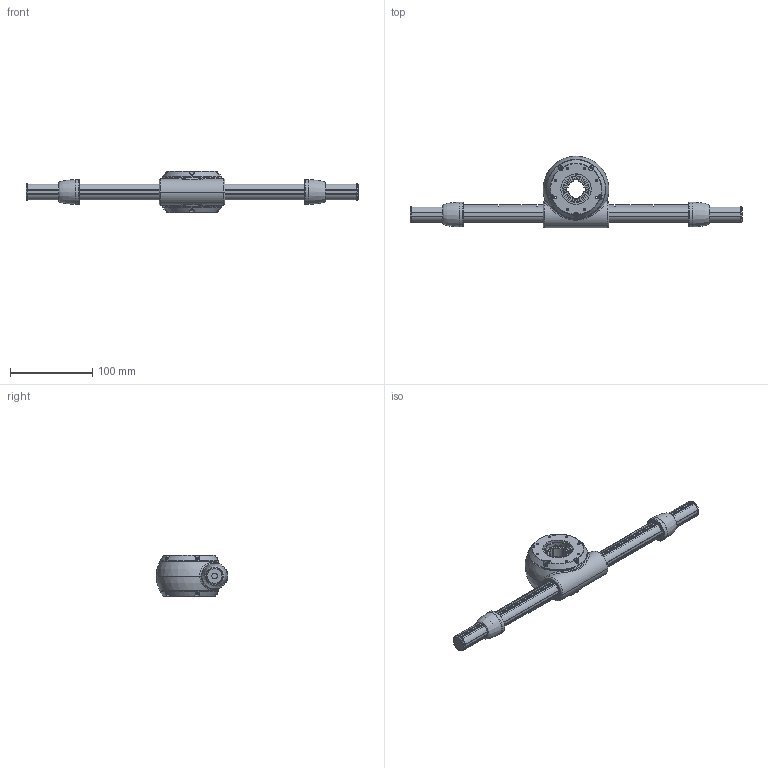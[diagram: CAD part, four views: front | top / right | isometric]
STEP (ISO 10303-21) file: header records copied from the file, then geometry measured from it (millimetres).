
FILE_DESCRIPTION(/* description */ (''),/* implementation_level */ '2;1');
FILE_NAME(/* name */ 'D00188283.step',/* time_stamp */ '2020-03-20T10:42:03+01:00',/* author */ ('fberger'),/* organization */ (''),/* preprocessor_version */ 'ST-DEVELOPER v18',/* originating_system */ 'Autodesk Inventor 2020',/* authorisation */ '');
FILE_SCHEMA (('AUTOMOTIVE_DESIGN { 1 0 10303 214 3 1 1 }'));
Length unit declared in the file: millimetre
Products named in the file (15): D00188283.iam; D00169642.ipt; D00169099.ipt; D00169185; D00187704.ipt; D00187700.ipt; D00187707.ipt; D00169246; D00169074; D00170045.ipt; D00187798.ipt; D00169100; D00169041; D00170522.ipt; D00169098
Assembly tree (34 placements, depth 2):
  D00188283.iam
    D00169642.ipt  x2
    D00169099.ipt  x2
    D00169185  x2
    D00187704.ipt  x2
    D00187700.ipt  x4
    D00187707.ipt  x4
    D00169246
    D00169074  x2
    D00170045.ipt  x2
    D00187798.ipt
    D00169100  x6
    D00169041  x2
    D00170522.ipt  x2
    D00169098  x2
Bounding box: 404 x 87 x 50 mm (x, y, z)
Volume: 168177.6 mm3; surface area: 173957.1 mm2
Topology: 70 solids, 70 shells, 1068 faces, 2862 edges, 1926 vertices
Faces by surface type: cylinder 453, plane 343, cone 138, torus 76, sphere 50, bspline 8
Full cylindrical faces by diameter (mm): 2 x8, 2.4 x16, 3 x10, 3.3 x20, 4 x18, 5.3 x10, 7 x2, 10 x2, 20 x6, 22 x2, 24 x2, 25 x5, 26 x4, 27.4 x8, 28.5 x4, 30 x4, 33.3 x4, 34.3 x8, 37 x8, 41 x2, 42 x1, 55 x2
Entity records: 17468 total; most frequent: CARTESIAN_POINT 3839, DIRECTION 2914, ORIENTED_EDGE 2554, EDGE_CURVE 1277, AXIS2_PLACEMENT_3D 1217, VERTEX_POINT 882, CIRCLE 682, EDGE_LOOP 591
